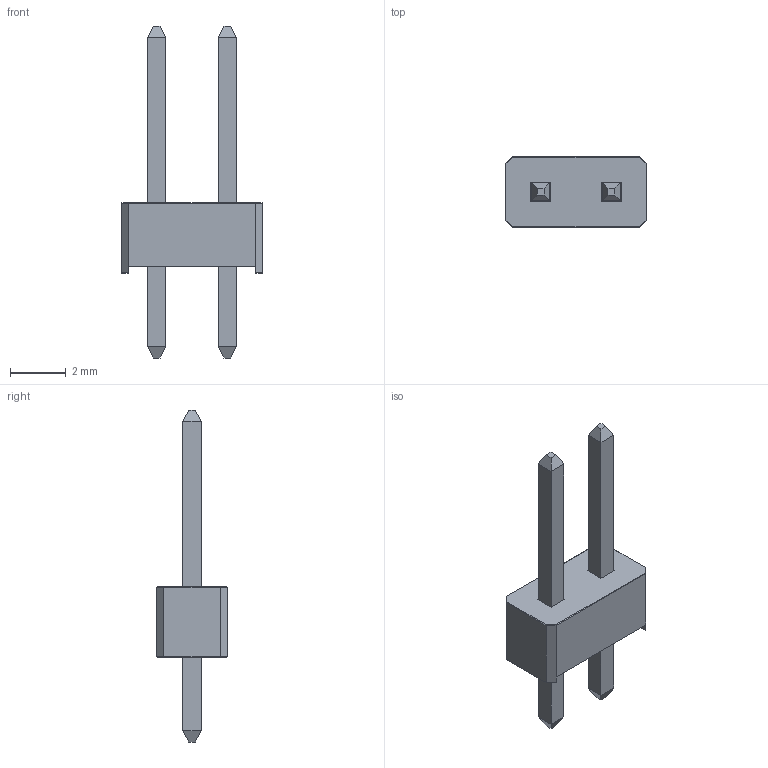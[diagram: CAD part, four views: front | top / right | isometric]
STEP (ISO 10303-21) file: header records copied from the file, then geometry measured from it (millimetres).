
FILE_DESCRIPTION(('FreeCAD Model'),'2;1');
FILE_NAME('Open CASCADE Shape Model','2021-11-07T10:22:30',(''),(''), 'Open CASCADE STEP processor 7.5','FreeCAD','Unknown');
FILE_SCHEMA(('AUTOMOTIVE_DESIGN { 1 0 10303 214 1 1 1 1 }'));
Length unit declared in the file: millimetre
Products named in the file (1): HeaderPin Male 1x2x2.54
Bounding box: 5.08 x 2.54 x 11.94 mm (x, y, z)
Volume: 37.3 mm3; surface area: 114.5 mm2
Topology: 1 solids, 1 shells, 86 faces, 189 edges, 110 vertices
Faces by surface type: plane 84, bspline 2
Entity records: 5508 total; most frequent: CARTESIAN_POINT 1340, DIRECTION 720, LINE 550, VECTOR 550, ORIENTED_EDGE 376, PCURVE 376, DEFINITIONAL_REPRESENTATION 376, EDGE_CURVE 188
